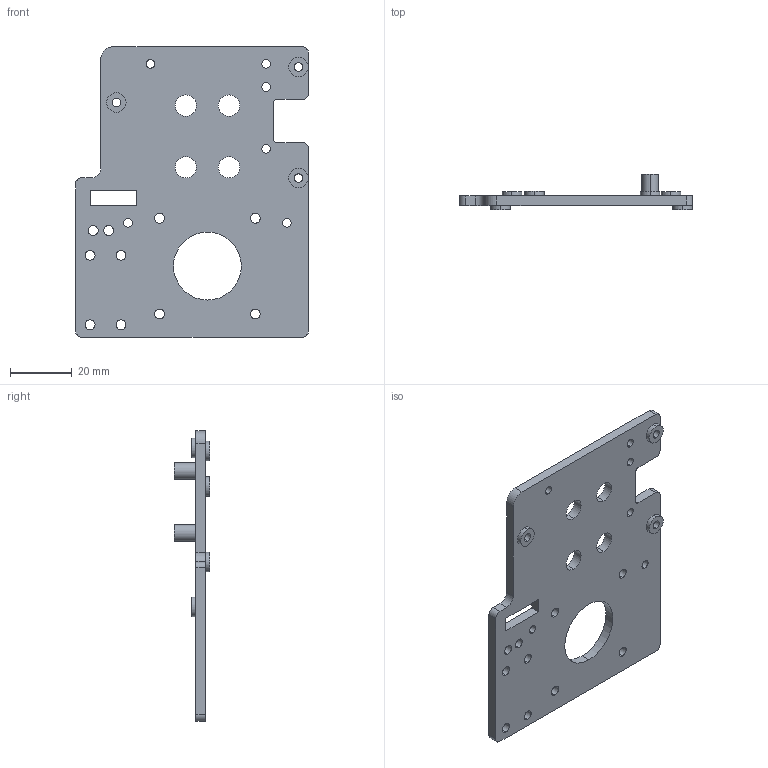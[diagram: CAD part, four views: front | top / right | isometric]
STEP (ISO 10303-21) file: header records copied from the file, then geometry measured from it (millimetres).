
FILE_DESCRIPTION (( 'STEP AP214' ), '1' );
FILE_NAME ('Reborn Head Plate.STEP', '2021-04-20T06:52:15', ( '' ), ( '' ), 'SwSTEP 2.0', 'SolidWorks 2018', '' );
FILE_SCHEMA (( 'AUTOMOTIVE_DESIGN' ));
Length unit declared in the file: millimetre
Products named in the file (1): Reborn Head Plate
Bounding box: 75.4 x 11.5 x 94 mm (x, y, z)
Volume: 18584.1 mm3; surface area: 14577.4 mm2
Topology: 1 solids, 1 shells, 101 faces, 270 edges, 180 vertices
Faces by surface type: cylinder 76, plane 25
Entity records: 3370 total; most frequent: DIRECTION 626, CARTESIAN_POINT 552, ORIENTED_EDGE 540, EDGE_CURVE 270, AXIS2_PLACEMENT_3D 254, VERTEX_POINT 180, EDGE_LOOP 160, CIRCLE 152
